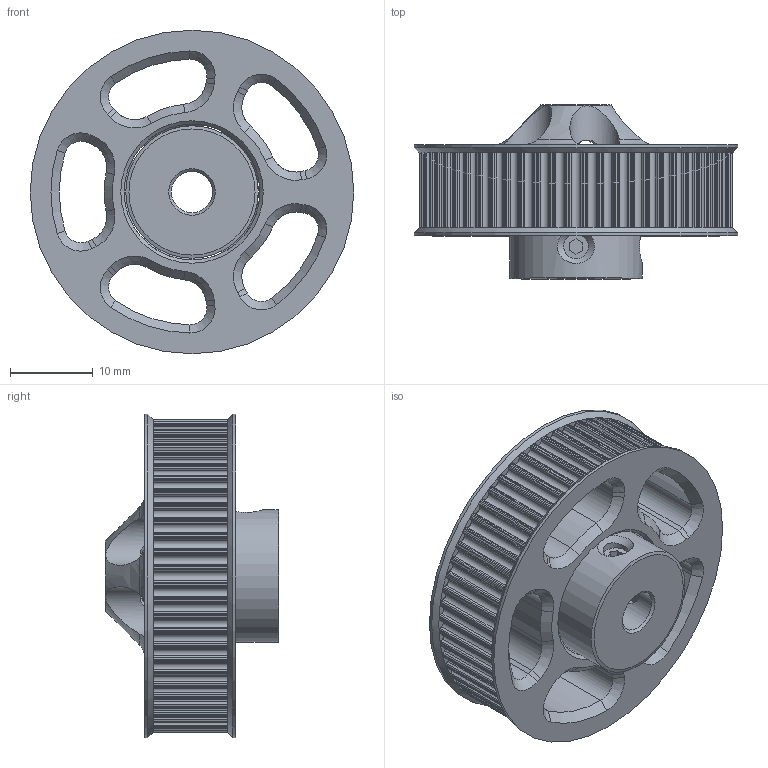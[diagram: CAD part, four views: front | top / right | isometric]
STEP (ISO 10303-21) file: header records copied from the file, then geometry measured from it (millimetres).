
FILE_DESCRIPTION(/* description */ (''),/* implementation_level */ '2;1');
FILE_NAME(/* name */ 'Wheel 60T.step',/* time_stamp */ '2024-03-20T22:34:52+01:00',/* author */ (''),/* organization */ (''),/* preprocessor_version */ 'ST-DEVELOPER v20',/* originating_system */ 'Autodesk Translation Framework v12.20.1.177',/* authorisation */ '');
FILE_SCHEMA (('AUTOMOTIVE_DESIGN { 1 0 10303 214 3 1 1 }'));
Length unit declared in the file: millimetre
Products named in the file (4): Wheel; Wheel_1; [a]_Wheel; GT2 20T 6mm Powge v2 (3) (1)
Assembly tree (3 placements, depth 3):
  Wheel
    Wheel_1
      [a]_Wheel
      GT2 20T 6mm Powge v2 (3) (1)
Bounding box: 39.06 x 21 x 39.06 mm (x, y, z)
Volume: 9176.6 mm3; surface area: 7606.4 mm2
Topology: 4 solids, 4 shells, 915 faces, 2635 edges, 1719 vertices
Faces by surface type: cylinder 572, plane 222, cone 54, torus 35, bspline 32
Full cylindrical faces by diameter (mm): 3 x4, 5 x1, 5.4 x1, 8.6 x1, 8.768 x1, 16 x1, 16.4 x1, 39.059 x2
Entity records: 33637 total; most frequent: CARTESIAN_POINT 8764, DIRECTION 5496, ORIENTED_EDGE 5270, EDGE_CURVE 2635, AXIS2_PLACEMENT_3D 2173, VERTEX_POINT 1719, CIRCLE 1263, LINE 1150
